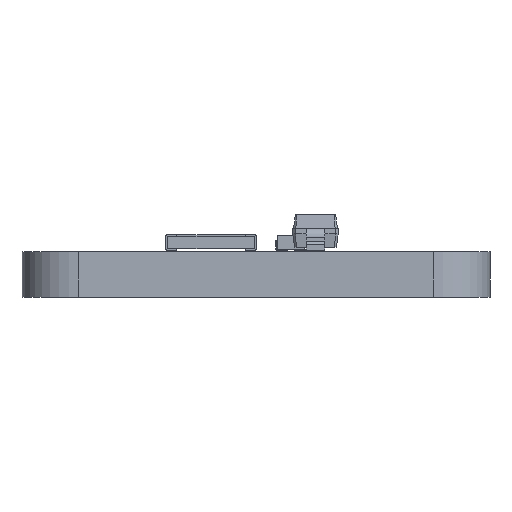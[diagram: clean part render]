
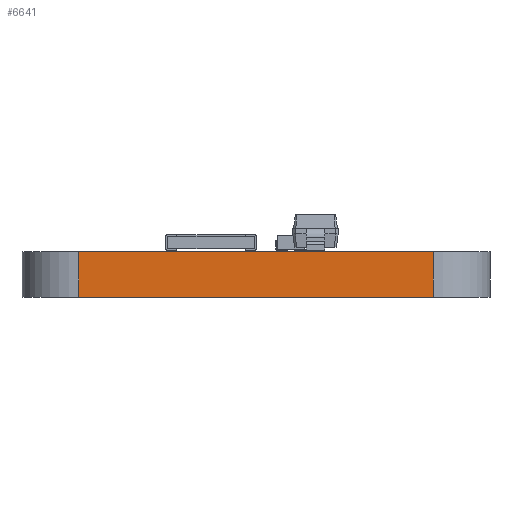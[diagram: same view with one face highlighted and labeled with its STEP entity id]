
A CAD part, left-side view. The second image highlights one B-rep face of the part: STEP entity #6641.
In plain terms, the highlighted planar face has unit normal (-1, 0, 0).
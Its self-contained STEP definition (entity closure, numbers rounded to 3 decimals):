
#5914 = VERTEX_POINT('',#5915);
#5915 = CARTESIAN_POINT('',(66.005,-58.543,0.));
#5922 = EDGE_CURVE('',#5923,#5914,#5925,.T.);
#5923 = VERTEX_POINT('',#5924);
#5924 = CARTESIAN_POINT('',(66.005,-71.043,0.));
#5925 = LINE('',#5926,#5927);
#5926 = CARTESIAN_POINT('',(66.005,-71.043,0.));
#5927 = VECTOR('',#5928,1.);
#5928 = DIRECTION('',(0.,1.,0.));
#6264 = VERTEX_POINT('',#6265);
#6265 = CARTESIAN_POINT('',(66.005,-58.543,1.606));
#6272 = EDGE_CURVE('',#6273,#6264,#6275,.T.);
#6273 = VERTEX_POINT('',#6274);
#6274 = CARTESIAN_POINT('',(66.005,-71.043,1.606));
#6275 = LINE('',#6276,#6277);
#6276 = CARTESIAN_POINT('',(66.005,-71.043,1.606));
#6277 = VECTOR('',#6278,1.);
#6278 = DIRECTION('',(0.,1.,0.));
#6611 = EDGE_CURVE('',#5914,#6264,#6612,.T.);
#6612 = LINE('',#6613,#6614);
#6613 = CARTESIAN_POINT('',(66.005,-58.543,0.));
#6614 = VECTOR('',#6615,1.);
#6615 = DIRECTION('',(0.,0.,1.));
#6641 = ADVANCED_FACE('',(#6642),#6653,.T.);
#6642 = FACE_BOUND('',#6643,.T.);
#6643 = EDGE_LOOP('',(#6644,#6650,#6651,#6652));
#6644 = ORIENTED_EDGE('',*,*,#6645,.T.);
#6645 = EDGE_CURVE('',#5923,#6273,#6646,.T.);
#6646 = LINE('',#6647,#6648);
#6647 = CARTESIAN_POINT('',(66.005,-71.043,0.));
#6648 = VECTOR('',#6649,1.);
#6649 = DIRECTION('',(0.,0.,1.));
#6650 = ORIENTED_EDGE('',*,*,#6272,.T.);
#6651 = ORIENTED_EDGE('',*,*,#6611,.F.);
#6652 = ORIENTED_EDGE('',*,*,#5922,.F.);
#6653 = PLANE('',#6654);
#6654 = AXIS2_PLACEMENT_3D('',#6655,#6656,#6657);
#6655 = CARTESIAN_POINT('',(66.005,-71.043,0.));
#6656 = DIRECTION('',(-1.,0.,0.));
#6657 = DIRECTION('',(0.,1.,0.));
